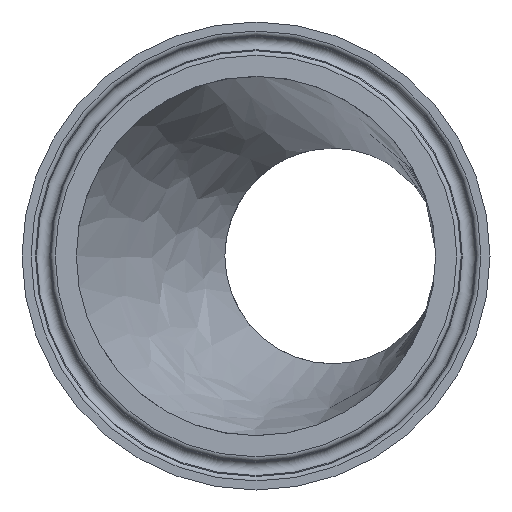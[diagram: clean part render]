
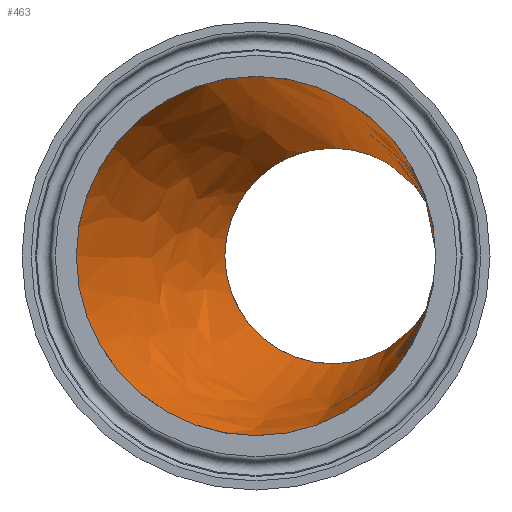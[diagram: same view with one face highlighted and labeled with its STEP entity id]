
A CAD part, left-side view. The second image highlights one B-rep face of the part: STEP entity #463.
In plain terms, the highlighted free-form (B-spline) face has degree [1, 2] with [2, 9] control points.
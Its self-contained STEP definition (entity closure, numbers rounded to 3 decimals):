
#15=B_SPLINE_CURVE_WITH_KNOTS('',1,(#884,#885),.UNSPECIFIED.,.F.,.F.,(2,
2),(0.008,2.135),.UNSPECIFIED.);
#17=(
BOUNDED_SURFACE()
B_SPLINE_SURFACE(1,2,((#862,#863,#864,#865,#866,#867,#868,#869,#870),(#871,
#872,#873,#874,#875,#876,#877,#878,#879)),.UNSPECIFIED.,.F.,.T.,.F.)
B_SPLINE_SURFACE_WITH_KNOTS((2,2),(3,2,2,2,3),(-0.2,2.253),
(-3.142,-1.571,0.,1.571,3.142),
 .UNSPECIFIED.)
GEOMETRIC_REPRESENTATION_ITEM()
RATIONAL_B_SPLINE_SURFACE(((1.,0.707,1.,0.707,1.,
0.707,1.,0.707,1.),(1.,0.707,1.,0.707,
1.,0.707,1.,0.707,1.)))
REPRESENTATION_ITEM('')
SURFACE()
);
#85=FACE_OUTER_BOUND('',#115,.T.);
#115=EDGE_LOOP('',(#401,#402,#403,#404,#405,#406,#407,#408,#409,#410));
#167=CIRCLE('',#557,29.75);
#168=CIRCLE('',#558,17.85);
#169=CIRCLE('',#559,17.85);
#170=CIRCLE('',#560,17.85);
#171=CIRCLE('',#561,17.85);
#172=CIRCLE('',#562,29.75);
#173=CIRCLE('',#563,29.75);
#174=CIRCLE('',#564,29.75);
#215=VERTEX_POINT('',#880);
#216=VERTEX_POINT('',#881);
#217=VERTEX_POINT('',#883);
#218=VERTEX_POINT('',#886);
#219=VERTEX_POINT('',#888);
#220=VERTEX_POINT('',#890);
#221=VERTEX_POINT('',#893);
#222=VERTEX_POINT('',#895);
#281=EDGE_CURVE('',#215,#216,#167,.T.);
#282=EDGE_CURVE('',#216,#217,#15,.T.);
#283=EDGE_CURVE('',#218,#217,#168,.T.);
#284=EDGE_CURVE('',#219,#218,#169,.T.);
#285=EDGE_CURVE('',#220,#219,#170,.T.);
#286=EDGE_CURVE('',#217,#220,#171,.T.);
#287=EDGE_CURVE('',#216,#221,#172,.T.);
#288=EDGE_CURVE('',#221,#222,#173,.T.);
#289=EDGE_CURVE('',#222,#215,#174,.T.);
#401=ORIENTED_EDGE('',*,*,#281,.T.);
#402=ORIENTED_EDGE('',*,*,#282,.T.);
#403=ORIENTED_EDGE('',*,*,#283,.F.);
#404=ORIENTED_EDGE('',*,*,#284,.F.);
#405=ORIENTED_EDGE('',*,*,#285,.F.);
#406=ORIENTED_EDGE('',*,*,#286,.F.);
#407=ORIENTED_EDGE('',*,*,#282,.F.);
#408=ORIENTED_EDGE('',*,*,#287,.T.);
#409=ORIENTED_EDGE('',*,*,#288,.T.);
#410=ORIENTED_EDGE('',*,*,#289,.T.);
#463=ADVANCED_FACE('',(#85),#17,.T.);
#557=AXIS2_PLACEMENT_3D('',#882,#719,#720);
#558=AXIS2_PLACEMENT_3D('',#887,#721,#722);
#559=AXIS2_PLACEMENT_3D('',#889,#723,#724);
#560=AXIS2_PLACEMENT_3D('',#891,#725,#726);
#561=AXIS2_PLACEMENT_3D('',#892,#727,#728);
#562=AXIS2_PLACEMENT_3D('',#894,#729,#730);
#563=AXIS2_PLACEMENT_3D('',#896,#731,#732);
#564=AXIS2_PLACEMENT_3D('',#897,#733,#734);
#719=DIRECTION('center_axis',(-1.,0.,0.));
#720=DIRECTION('ref_axis',(0.,0.,1.));
#721=DIRECTION('center_axis',(-1.,0.,0.));
#722=DIRECTION('ref_axis',(0.,0.,1.));
#723=DIRECTION('center_axis',(-1.,0.,0.));
#724=DIRECTION('ref_axis',(0.,0.,1.));
#725=DIRECTION('center_axis',(-1.,0.,0.));
#726=DIRECTION('ref_axis',(0.,0.,1.));
#727=DIRECTION('center_axis',(-1.,0.,0.));
#728=DIRECTION('ref_axis',(0.,0.,1.));
#729=DIRECTION('center_axis',(-1.,0.,0.));
#730=DIRECTION('ref_axis',(0.,0.,1.));
#731=DIRECTION('center_axis',(-1.,0.,0.));
#732=DIRECTION('ref_axis',(0.,0.,1.));
#733=DIRECTION('center_axis',(-1.,0.,0.));
#734=DIRECTION('ref_axis',(0.,0.,1.));
#862=CARTESIAN_POINT('Ctrl Pts',(-2.96,0.078,30.891));
#863=CARTESIAN_POINT('Ctrl Pts',(-8.92,-29.594,30.891));
#864=CARTESIAN_POINT('Ctrl Pts',(-8.92,-29.594,0.));
#865=CARTESIAN_POINT('Ctrl Pts',(-8.92,-29.594,-30.891));
#866=CARTESIAN_POINT('Ctrl Pts',(-2.96,0.078,-30.891));
#867=CARTESIAN_POINT('Ctrl Pts',(3.,29.75,-30.891));
#868=CARTESIAN_POINT('Ctrl Pts',(3.,29.75,0.));
#869=CARTESIAN_POINT('Ctrl Pts',(3.,29.75,30.891));
#870=CARTESIAN_POINT('Ctrl Pts',(-2.96,0.078,30.891));
#871=CARTESIAN_POINT('Ctrl Pts',(67.386,-14.051,17.177));
#872=CARTESIAN_POINT('Ctrl Pts',(64.072,-30.551,17.177));
#873=CARTESIAN_POINT('Ctrl Pts',(64.072,-30.551,0.));
#874=CARTESIAN_POINT('Ctrl Pts',(64.072,-30.551,-17.177));
#875=CARTESIAN_POINT('Ctrl Pts',(67.386,-14.051,-17.177));
#876=CARTESIAN_POINT('Ctrl Pts',(70.7,2.448,-17.177));
#877=CARTESIAN_POINT('Ctrl Pts',(70.7,2.448,0.));
#878=CARTESIAN_POINT('Ctrl Pts',(70.7,2.448,17.177));
#879=CARTESIAN_POINT('Ctrl Pts',(67.386,-14.051,17.177));
#880=CARTESIAN_POINT('',(3.,-27.876,10.392));
#881=CARTESIAN_POINT('',(3.,-1.119,29.729));
#882=CARTESIAN_POINT('Origin',(3.,0.,0.));
#883=CARTESIAN_POINT('',(64.,-13.371,17.837));
#884=CARTESIAN_POINT('Ctrl Pts',(3.,-1.119,29.729));
#885=CARTESIAN_POINT('Ctrl Pts',(64.,-13.371,17.837));
#886=CARTESIAN_POINT('',(64.,-29.426,6.235));
#887=CARTESIAN_POINT('Origin',(64.,-12.7,0.));
#888=CARTESIAN_POINT('',(64.,-29.426,-6.235));
#889=CARTESIAN_POINT('Origin',(64.,-12.7,0.));
#890=CARTESIAN_POINT('',(64.,5.15,0.));
#891=CARTESIAN_POINT('Origin',(64.,-12.7,0.));
#892=CARTESIAN_POINT('Origin',(64.,-12.7,0.));
#893=CARTESIAN_POINT('',(3.,29.75,0.));
#894=CARTESIAN_POINT('Origin',(3.,0.,0.));
#895=CARTESIAN_POINT('',(3.,-27.876,-10.392));
#896=CARTESIAN_POINT('Origin',(3.,0.,0.));
#897=CARTESIAN_POINT('Origin',(3.,0.,0.));
